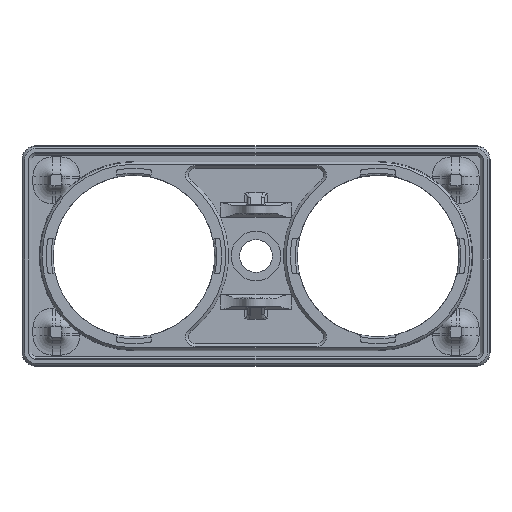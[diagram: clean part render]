
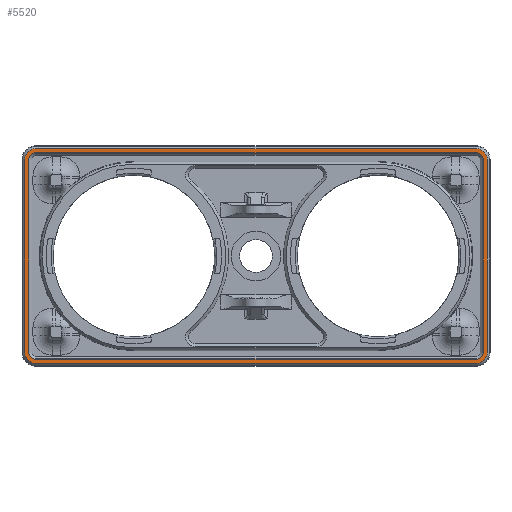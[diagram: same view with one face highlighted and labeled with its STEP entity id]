
A CAD part, top view. The second image highlights one B-rep face of the part: STEP entity #5520.
In plain terms, the highlighted planar face has unit normal (0, 0, 1).
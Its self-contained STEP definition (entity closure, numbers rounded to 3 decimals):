
#65=FACE_BOUND('',#1518,.T.);
#135=PLANE('',#5996);
#238=LINE('',#8599,#620);
#241=LINE('',#8607,#623);
#254=LINE('',#8689,#636);
#261=LINE('',#8729,#643);
#285=LINE('',#8828,#667);
#338=LINE('',#9067,#720);
#341=LINE('',#9075,#723);
#343=LINE('',#9081,#725);
#620=VECTOR('',#6660,10.);
#623=VECTOR('',#6669,10.);
#636=VECTOR('',#6706,10.);
#643=VECTOR('',#6727,10.);
#667=VECTOR('',#6829,10.);
#720=VECTOR('',#7048,10.);
#723=VECTOR('',#7057,10.);
#725=VECTOR('',#7065,10.);
#1187=FACE_OUTER_BOUND('',#1517,.T.);
#1517=EDGE_LOOP('',(#4108,#4109,#4110,#4111,#4112,#4113,#4114,#4115));
#1518=EDGE_LOOP('',(#4116,#4117,#4118,#4119,#4120,#4121,#4122,#4123));
#1812=CIRCLE('',#5845,4.);
#1813=CIRCLE('',#5848,4.);
#1818=CIRCLE('',#5860,2.51);
#1820=CIRCLE('',#5864,2.51);
#1822=CIRCLE('',#5871,2.51);
#1909=CIRCLE('',#5992,4.);
#1910=CIRCLE('',#5995,4.);
#1911=CIRCLE('',#5997,2.51);
#2288=VERTEX_POINT('',#8591);
#2289=VERTEX_POINT('',#8593);
#2290=VERTEX_POINT('',#8597);
#2291=VERTEX_POINT('',#8601);
#2292=VERTEX_POINT('',#8605);
#2311=VERTEX_POINT('',#8681);
#2312=VERTEX_POINT('',#8683);
#2313=VERTEX_POINT('',#8687);
#2316=VERTEX_POINT('',#8698);
#2323=VERTEX_POINT('',#8727);
#2328=VERTEX_POINT('',#8750);
#2329=VERTEX_POINT('',#8752);
#2450=VERTEX_POINT('',#9066);
#2451=VERTEX_POINT('',#9070);
#2452=VERTEX_POINT('',#9074);
#2453=VERTEX_POINT('',#9080);
#2869=EDGE_CURVE('',#2288,#2289,#1812,.T.);
#2872=EDGE_CURVE('',#2290,#2288,#238,.T.);
#2874=EDGE_CURVE('',#2291,#2290,#1813,.T.);
#2876=EDGE_CURVE('',#2292,#2291,#241,.T.);
#2900=EDGE_CURVE('',#2312,#2311,#1818,.T.);
#2903=EDGE_CURVE('',#2311,#2313,#254,.T.);
#2907=EDGE_CURVE('',#2313,#2316,#1820,.T.);
#2917=EDGE_CURVE('',#2316,#2323,#261,.T.);
#2924=EDGE_CURVE('',#2329,#2328,#1822,.T.);
#2963=EDGE_CURVE('',#2328,#2312,#285,.T.);
#3084=EDGE_CURVE('',#2289,#2450,#338,.T.);
#3086=EDGE_CURVE('',#2450,#2451,#1909,.T.);
#3088=EDGE_CURVE('',#2451,#2452,#341,.T.);
#3090=EDGE_CURVE('',#2452,#2292,#1910,.T.);
#3091=EDGE_CURVE('',#2453,#2329,#343,.T.);
#3092=EDGE_CURVE('',#2323,#2453,#1911,.T.);
#4108=ORIENTED_EDGE('',*,*,#2874,.F.);
#4109=ORIENTED_EDGE('',*,*,#2876,.F.);
#4110=ORIENTED_EDGE('',*,*,#3090,.F.);
#4111=ORIENTED_EDGE('',*,*,#3088,.F.);
#4112=ORIENTED_EDGE('',*,*,#3086,.F.);
#4113=ORIENTED_EDGE('',*,*,#3084,.F.);
#4114=ORIENTED_EDGE('',*,*,#2869,.F.);
#4115=ORIENTED_EDGE('',*,*,#2872,.F.);
#4116=ORIENTED_EDGE('',*,*,#3091,.T.);
#4117=ORIENTED_EDGE('',*,*,#2924,.T.);
#4118=ORIENTED_EDGE('',*,*,#2963,.T.);
#4119=ORIENTED_EDGE('',*,*,#2900,.T.);
#4120=ORIENTED_EDGE('',*,*,#2903,.T.);
#4121=ORIENTED_EDGE('',*,*,#2907,.T.);
#4122=ORIENTED_EDGE('',*,*,#2917,.T.);
#4123=ORIENTED_EDGE('',*,*,#3092,.T.);
#5520=ADVANCED_FACE('',(#1187,#65),#135,.F.);
#5845=AXIS2_PLACEMENT_3D('',#8594,#6654,#6655);
#5848=AXIS2_PLACEMENT_3D('',#8603,#6664,#6665);
#5860=AXIS2_PLACEMENT_3D('',#8684,#6700,#6701);
#5864=AXIS2_PLACEMENT_3D('',#8700,#6712,#6713);
#5871=AXIS2_PLACEMENT_3D('',#8753,#6735,#6736);
#5992=AXIS2_PLACEMENT_3D('',#9071,#7052,#7053);
#5995=AXIS2_PLACEMENT_3D('',#9078,#7061,#7062);
#5996=AXIS2_PLACEMENT_3D('',#9079,#7063,#7064);
#5997=AXIS2_PLACEMENT_3D('',#9082,#7066,#7067);
#6654=DIRECTION('center_axis',(0.,0.,-1.));
#6655=DIRECTION('ref_axis',(0.,-1.,0.));
#6660=DIRECTION('',(-1.,0.,0.));
#6664=DIRECTION('center_axis',(0.,0.,-1.));
#6665=DIRECTION('ref_axis',(1.,0.,0.));
#6669=DIRECTION('',(0.,-1.,0.));
#6700=DIRECTION('center_axis',(0.,0.,-1.));
#6701=DIRECTION('ref_axis',(-1.,0.,0.));
#6706=DIRECTION('',(1.,0.,0.));
#6712=DIRECTION('center_axis',(0.,0.,-1.));
#6713=DIRECTION('ref_axis',(0.,1.,0.));
#6727=DIRECTION('',(0.,-1.,0.));
#6735=DIRECTION('center_axis',(0.,0.,-1.));
#6736=DIRECTION('ref_axis',(0.,-1.,0.));
#6829=DIRECTION('',(0.,1.,0.));
#7048=DIRECTION('',(0.,1.,0.));
#7052=DIRECTION('center_axis',(0.,0.,-1.));
#7053=DIRECTION('ref_axis',(-1.,0.,0.));
#7057=DIRECTION('',(1.,0.,0.));
#7061=DIRECTION('center_axis',(0.,0.,-1.));
#7062=DIRECTION('ref_axis',(0.,1.,0.));
#7063=DIRECTION('center_axis',(0.,0.,-1.));
#7064=DIRECTION('ref_axis',(1.,0.,0.));
#7065=DIRECTION('',(-1.,0.,0.));
#7066=DIRECTION('center_axis',(0.,0.,-1.));
#7067=DIRECTION('ref_axis',(1.,0.,0.));
#8591=CARTESIAN_POINT('',(-80.,-39.,9.));
#8593=CARTESIAN_POINT('',(-84.,-35.,9.));
#8594=CARTESIAN_POINT('Origin',(-80.,-35.,9.));
#8597=CARTESIAN_POINT('',(80.,-39.,9.));
#8599=CARTESIAN_POINT('',(40.,-39.,9.));
#8601=CARTESIAN_POINT('',(84.,-35.,9.));
#8603=CARTESIAN_POINT('Origin',(80.,-35.,9.));
#8605=CARTESIAN_POINT('',(84.,35.,9.));
#8607=CARTESIAN_POINT('',(84.,17.5,9.));
#8681=CARTESIAN_POINT('',(-80.,37.51,9.));
#8683=CARTESIAN_POINT('',(-82.51,35.,9.));
#8684=CARTESIAN_POINT('Origin',(-80.,35.,9.));
#8687=CARTESIAN_POINT('',(80.,37.51,9.));
#8689=CARTESIAN_POINT('',(-40.,37.51,9.));
#8698=CARTESIAN_POINT('',(82.51,35.,9.));
#8700=CARTESIAN_POINT('Origin',(80.,35.,9.));
#8727=CARTESIAN_POINT('',(82.51,-35.,9.));
#8729=CARTESIAN_POINT('',(82.51,17.5,9.));
#8750=CARTESIAN_POINT('',(-82.51,-35.,9.));
#8752=CARTESIAN_POINT('',(-80.,-37.51,9.));
#8753=CARTESIAN_POINT('Origin',(-80.,-35.,9.));
#8828=CARTESIAN_POINT('',(-82.51,-17.5,9.));
#9066=CARTESIAN_POINT('',(-84.,35.,9.));
#9067=CARTESIAN_POINT('',(-84.,-17.5,9.));
#9070=CARTESIAN_POINT('',(-80.,39.,9.));
#9071=CARTESIAN_POINT('Origin',(-80.,35.,9.));
#9074=CARTESIAN_POINT('',(80.,39.,9.));
#9075=CARTESIAN_POINT('',(-40.,39.,9.));
#9078=CARTESIAN_POINT('Origin',(80.,35.,9.));
#9079=CARTESIAN_POINT('Origin',(0.,0.,
9.));
#9080=CARTESIAN_POINT('',(80.,-37.51,9.));
#9081=CARTESIAN_POINT('',(40.,-37.51,9.));
#9082=CARTESIAN_POINT('Origin',(80.,-35.,9.));
